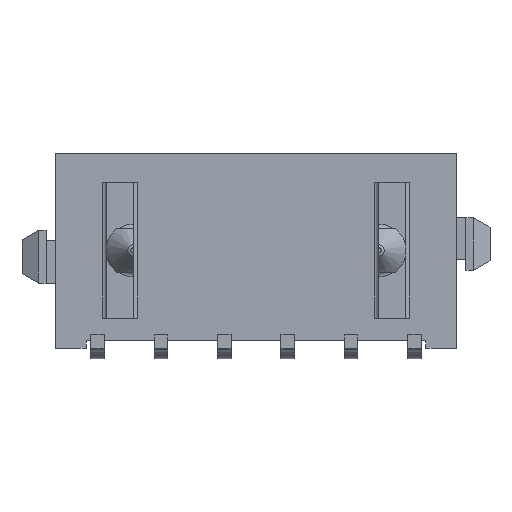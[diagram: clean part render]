
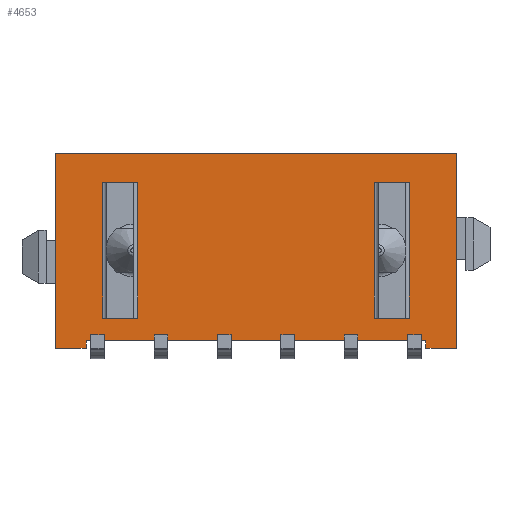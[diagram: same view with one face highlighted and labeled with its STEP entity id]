
A CAD part, front view. The second image highlights one B-rep face of the part: STEP entity #4653.
In plain terms, the highlighted planar face has unit normal (0, -1, 0).
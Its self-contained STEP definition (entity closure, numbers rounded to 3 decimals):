
#10=DIRECTION('',(0.,0.,-1.));
#11=VECTOR('',#10,9.24);
#12=CARTESIAN_POINT('',(-9.5,-1.93,0.));
#13=LINE('',#12,#11);
#697=DIRECTION('',(0.,0.,-1.));
#698=VECTOR('',#697,9.24);
#699=CARTESIAN_POINT('',(9.5,-1.93,0.));
#700=LINE('',#699,#698);
#1001=DIRECTION('',(0.,0.,1.));
#1002=VECTOR('',#1001,0.37);
#1003=CARTESIAN_POINT('',(-8.035,-1.93,-9.24));
#1004=LINE('',#1003,#1002);
#1005=DIRECTION('',(1.,0.,0.));
#1006=VECTOR('',#1005,19.);
#1007=CARTESIAN_POINT('',(-9.5,-1.93,0.));
#1008=LINE('',#1007,#1006);
#1009=DIRECTION('',(0.,0.,1.));
#1010=VECTOR('',#1009,0.37);
#1011=CARTESIAN_POINT('',(8.035,-1.93,-9.24));
#1012=LINE('',#1011,#1010);
#1013=DIRECTION('',(1.,0.,0.));
#1014=VECTOR('',#1013,16.07);
#1015=CARTESIAN_POINT('',(-8.035,-1.93,-8.87));
#1016=LINE('',#1015,#1014);
#1017=DIRECTION('',(0.,0.,-1.));
#1018=VECTOR('',#1017,6.4);
#1019=CARTESIAN_POINT('',(5.6,-1.93,-1.4));
#1020=LINE('',#1019,#1018);
#1021=DIRECTION('',(0.,0.,1.));
#1022=VECTOR('',#1021,6.4);
#1023=CARTESIAN_POINT('',(7.25,-1.93,-7.8));
#1024=LINE('',#1023,#1022);
#1025=DIRECTION('',(0.,0.,1.));
#1026=VECTOR('',#1025,6.4);
#1027=CARTESIAN_POINT('',(-5.6,-1.93,-7.8));
#1028=LINE('',#1027,#1026);
#1029=DIRECTION('',(0.,0.,-1.));
#1030=VECTOR('',#1029,6.4);
#1031=CARTESIAN_POINT('',(-7.25,-1.93,-1.4));
#1032=LINE('',#1031,#1030);
#1037=DIRECTION('',(1.,0.,0.));
#1038=VECTOR('',#1037,1.465);
#1039=CARTESIAN_POINT('',(-9.5,-1.93,-9.24));
#1040=LINE('',#1039,#1038);
#1045=DIRECTION('',(1.,0.,0.));
#1046=VECTOR('',#1045,1.465);
#1047=CARTESIAN_POINT('',(8.035,-1.93,-9.24));
#1048=LINE('',#1047,#1046);
#1059=DIRECTION('',(1.,0.,0.));
#1060=VECTOR('',#1059,1.65);
#1061=CARTESIAN_POINT('',(5.6,-1.93,-1.4));
#1062=LINE('',#1061,#1060);
#1075=DIRECTION('',(1.,0.,0.));
#1076=VECTOR('',#1075,1.65);
#1077=CARTESIAN_POINT('',(-7.25,-1.93,-1.4));
#1078=LINE('',#1077,#1076);
#1105=DIRECTION('',(-1.,0.,0.));
#1106=VECTOR('',#1105,1.65);
#1107=CARTESIAN_POINT('',(7.25,-1.93,-7.8));
#1108=LINE('',#1107,#1106);
#1121=DIRECTION('',(-1.,0.,0.));
#1122=VECTOR('',#1121,1.65);
#1123=CARTESIAN_POINT('',(-5.6,-1.93,-7.8));
#1124=LINE('',#1123,#1122);
#2694=CARTESIAN_POINT('',(-9.5,-1.93,0.));
#2695=VERTEX_POINT('',#2694);
#2696=CARTESIAN_POINT('',(-9.5,-1.93,-9.24));
#2697=VERTEX_POINT('',#2696);
#2710=CARTESIAN_POINT('',(9.5,-1.93,0.));
#2711=VERTEX_POINT('',#2710);
#2712=CARTESIAN_POINT('',(9.5,-1.93,-9.24));
#2713=VERTEX_POINT('',#2712);
#2730=CARTESIAN_POINT('',(-8.035,-1.93,-9.24));
#2731=CARTESIAN_POINT('',(-8.035,-1.93,-8.87));
#2732=VERTEX_POINT('',#2730);
#2733=VERTEX_POINT('',#2731);
#2734=CARTESIAN_POINT('',(8.035,-1.93,-8.87));
#2735=VERTEX_POINT('',#2734);
#2736=CARTESIAN_POINT('',(8.035,-1.93,-9.24));
#2737=VERTEX_POINT('',#2736);
#3210=CARTESIAN_POINT('',(5.6,-1.93,-1.4));
#3211=CARTESIAN_POINT('',(5.6,-1.93,-7.8));
#3212=VERTEX_POINT('',#3210);
#3213=VERTEX_POINT('',#3211);
#3218=CARTESIAN_POINT('',(7.25,-1.93,-7.8));
#3219=CARTESIAN_POINT('',(7.25,-1.93,-1.4));
#3220=VERTEX_POINT('',#3218);
#3221=VERTEX_POINT('',#3219);
#3226=CARTESIAN_POINT('',(-5.6,-1.93,-7.8));
#3227=CARTESIAN_POINT('',(-5.6,-1.93,-1.4));
#3228=VERTEX_POINT('',#3226);
#3229=VERTEX_POINT('',#3227);
#3234=CARTESIAN_POINT('',(-7.25,-1.93,-1.4));
#3235=CARTESIAN_POINT('',(-7.25,-1.93,-7.8));
#3236=VERTEX_POINT('',#3234);
#3237=VERTEX_POINT('',#3235);
#4616=CARTESIAN_POINT('',(-9.5,-1.93,0.));
#4617=DIRECTION('',(0.,-1.,0.));
#4618=DIRECTION('',(0.,0.,-1.));
#4619=AXIS2_PLACEMENT_3D('',#4616,#4617,#4618);
#4620=PLANE('',#4619);
#4621=ORIENTED_EDGE('',*,*,#4176,.F.);
#4623=ORIENTED_EDGE('',*,*,#4622,.F.);
#4624=ORIENTED_EDGE('',*,*,#3541,.F.);
#4625=ORIENTED_EDGE('',*,*,#3700,.T.);
#4626=ORIENTED_EDGE('',*,*,#4113,.T.);
#4628=ORIENTED_EDGE('',*,*,#4627,.F.);
#4629=ORIENTED_EDGE('',*,*,#4222,.T.);
#4630=ORIENTED_EDGE('',*,*,#4256,.F.);
#4631=EDGE_LOOP('',(#4621,#4623,#4624,#4625,#4626,#4628,#4629,#4630));
#4632=FACE_OUTER_BOUND('',#4631,.F.);
#4634=ORIENTED_EDGE('',*,*,#4633,.T.);
#4636=ORIENTED_EDGE('',*,*,#4635,.F.);
#4638=ORIENTED_EDGE('',*,*,#4637,.T.);
#4640=ORIENTED_EDGE('',*,*,#4639,.F.);
#4641=EDGE_LOOP('',(#4634,#4636,#4638,#4640));
#4642=FACE_BOUND('',#4641,.F.);
#4644=ORIENTED_EDGE('',*,*,#4643,.T.);
#4646=ORIENTED_EDGE('',*,*,#4645,.F.);
#4648=ORIENTED_EDGE('',*,*,#4647,.T.);
#4650=ORIENTED_EDGE('',*,*,#4649,.F.);
#4651=EDGE_LOOP('',(#4644,#4646,#4648,#4650));
#4652=FACE_BOUND('',#4651,.F.);
#4653=ADVANCED_FACE('',(#4632,#4642,#4652),#4620,.T.);
#3541=EDGE_CURVE('',#2695,#2697,#13,.T.);
#3700=EDGE_CURVE('',#2695,#2711,#1008,.T.);
#4113=EDGE_CURVE('',#2711,#2713,#700,.T.);
#4176=EDGE_CURVE('',#2732,#2733,#1004,.T.);
#4222=EDGE_CURVE('',#2737,#2735,#1012,.T.);
#4256=EDGE_CURVE('',#2733,#2735,#1016,.T.);
#4622=EDGE_CURVE('',#2697,#2732,#1040,.T.);
#4627=EDGE_CURVE('',#2737,#2713,#1048,.T.);
#4633=EDGE_CURVE('',#3212,#3213,#1020,.T.);
#4635=EDGE_CURVE('',#3220,#3213,#1108,.T.);
#4637=EDGE_CURVE('',#3220,#3221,#1024,.T.);
#4639=EDGE_CURVE('',#3212,#3221,#1062,.T.);
#4643=EDGE_CURVE('',#3228,#3229,#1028,.T.);
#4645=EDGE_CURVE('',#3236,#3229,#1078,.T.);
#4647=EDGE_CURVE('',#3236,#3237,#1032,.T.);
#4649=EDGE_CURVE('',#3228,#3237,#1124,.T.);
